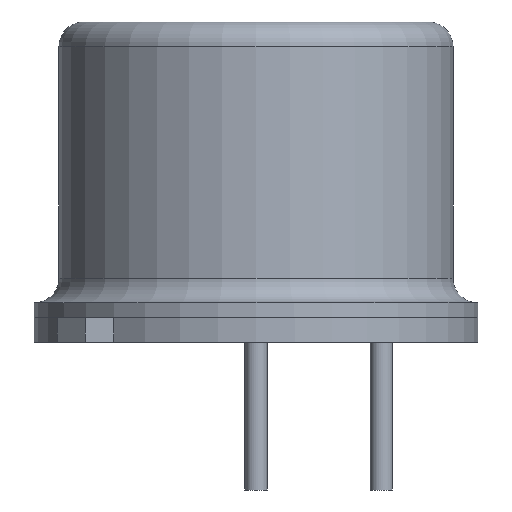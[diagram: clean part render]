
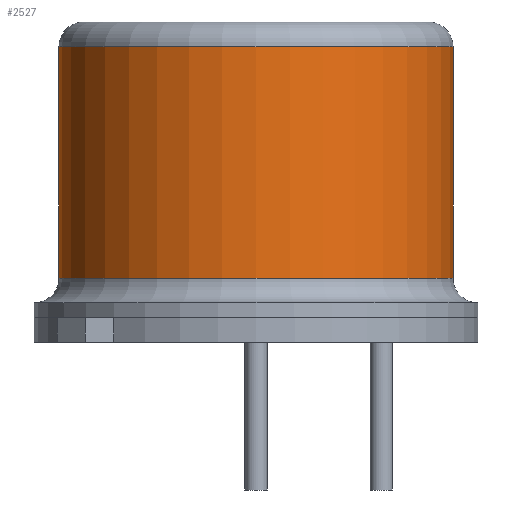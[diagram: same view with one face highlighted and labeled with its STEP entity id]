
A CAD part, front view. The second image highlights one B-rep face of the part: STEP entity #2527.
In plain terms, the highlighted cylindrical face has radius 4 mm (diameter 8 mm), a partial arc.
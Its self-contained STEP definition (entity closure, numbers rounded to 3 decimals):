
#107 = LINE ( 'NONE', #945, #932 ) ;
#123 = EDGE_CURVE ( 'NONE', #401, #2274, #107, .T. ) ;
#129 = ORIENTED_EDGE ( 'NONE', *, *, #2007, .F. ) ;
#250 = DIRECTION ( 'NONE',  ( -1., 0., 0. ) ) ;
#259 = ORIENTED_EDGE ( 'NONE', *, *, #600, .T. ) ;
#340 = VERTEX_POINT ( 'NONE', #2420 ) ;
#401 = VERTEX_POINT ( 'NONE', #2676 ) ;
#426 = ORIENTED_EDGE ( 'NONE', *, *, #123, .T. ) ;
#495 = DIRECTION ( 'NONE',  ( 0., 0., -1. ) ) ;
#586 = CARTESIAN_POINT ( 'NONE',  ( 4., 0., 6. ) ) ;
#600 = EDGE_CURVE ( 'NONE', #2274, #340, #732, .T. ) ;
#636 = DIRECTION ( 'NONE',  ( 1., 0., 0. ) ) ;
#646 = CYLINDRICAL_SURFACE ( 'NONE', #1980, 4. ) ;
#732 = CIRCLE ( 'NONE', #1166, 4. ) ;
#817 = CARTESIAN_POINT ( 'NONE',  ( 4., 0., 6.5 ) ) ;
#822 = CIRCLE ( 'NONE', #1175, 4. ) ;
#932 = VECTOR ( 'NONE', #495, 1000. ) ;
#945 = CARTESIAN_POINT ( 'NONE',  ( -4., 0., 6.5 ) ) ;
#1058 = FACE_OUTER_BOUND ( 'NONE', #2226, .T. ) ;
#1166 = AXIS2_PLACEMENT_3D ( 'NONE', #2550, #2566, #636 ) ;
#1175 = AXIS2_PLACEMENT_3D ( 'NONE', #2533, #1464, #2326 ) ;
#1181 = VERTEX_POINT ( 'NONE', #586 ) ;
#1464 = DIRECTION ( 'NONE',  ( 0., 0., -1. ) ) ;
#1626 = VECTOR ( 'NONE', #2134, 1000. ) ;
#1688 = CARTESIAN_POINT ( 'NONE',  ( 0., 0., 6.5 ) ) ;
#1696 = EDGE_CURVE ( 'NONE', #1181, #401, #822, .T. ) ;
#1700 = CARTESIAN_POINT ( 'NONE',  ( -4., 0., 1.3 ) ) ;
#1785 = ORIENTED_EDGE ( 'NONE', *, *, #1696, .T. ) ;
#1980 = AXIS2_PLACEMENT_3D ( 'NONE', #1688, #2106, #250 ) ;
#2007 = EDGE_CURVE ( 'NONE', #1181, #340, #2739, .T. ) ;
#2106 = DIRECTION ( 'NONE',  ( 0., 0., -1. ) ) ;
#2134 = DIRECTION ( 'NONE',  ( 0., 0., -1. ) ) ;
#2226 = EDGE_LOOP ( 'NONE', ( #129, #1785, #426, #259 ) ) ;
#2274 = VERTEX_POINT ( 'NONE', #1700 ) ;
#2326 = DIRECTION ( 'NONE',  ( 1., 0., 0. ) ) ;
#2420 = CARTESIAN_POINT ( 'NONE',  ( 4., 0., 1.3 ) ) ;
#2527 = ADVANCED_FACE ( 'NONE', ( #1058 ), #646, .T. ) ;
#2533 = CARTESIAN_POINT ( 'NONE',  ( 0., 0., 6. ) ) ;
#2550 = CARTESIAN_POINT ( 'NONE',  ( 0., 0., 1.3 ) ) ;
#2566 = DIRECTION ( 'NONE',  ( 0., 0., 1. ) ) ;
#2676 = CARTESIAN_POINT ( 'NONE',  ( -4., 0., 6. ) ) ;
#2739 = LINE ( 'NONE', #817, #1626 ) ;
